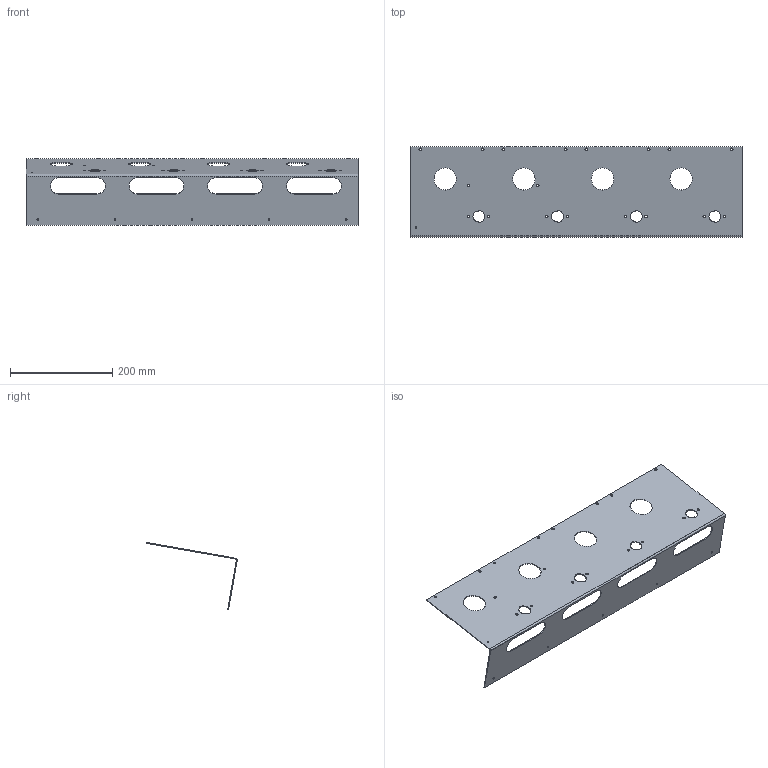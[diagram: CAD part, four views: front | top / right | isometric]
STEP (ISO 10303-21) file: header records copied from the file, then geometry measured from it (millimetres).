
FILE_DESCRIPTION(/* description */ (''),/* implementation_level */ '2;1');
FILE_NAME(/* name */ 'Tetra-Front_cover_panel.step',/* time_stamp */ '2020-08-31T14:02:02-04:00',/* author */ (''),/* organization */ (''),/* preprocessor_version */ 'ST-DEVELOPER v18.1',/* originating_system */ 'Autodesk Translation Framework v9.3.0.1241',/* authorisation */ '');
FILE_SCHEMA (('AUTOMOTIVE_DESIGN { 1 0 10303 214 3 1 1 }'));
Length unit declared in the file: millimetre
Products named in the file (1): Front_panels_v157
Bounding box: 650 x 177.14 x 131.03 mm (x, y, z)
Volume: 255966.7 mm3; surface area: 326448.5 mm2
Topology: 1 solids, 1 shells, 74 faces, 208 edges, 136 vertices
Faces by surface type: cylinder 45, plane 28, bspline 1
Full cylindrical faces by diameter (mm): 3.175 x5, 4.8 x18, 44 x4
Entity records: 2610 total; most frequent: DIRECTION 448, CARTESIAN_POINT 436, ORIENTED_EDGE 416, EDGE_CURVE 208, AXIS2_PLACEMENT_3D 166, EDGE_LOOP 146, VERTEX_POINT 136, LINE 116
